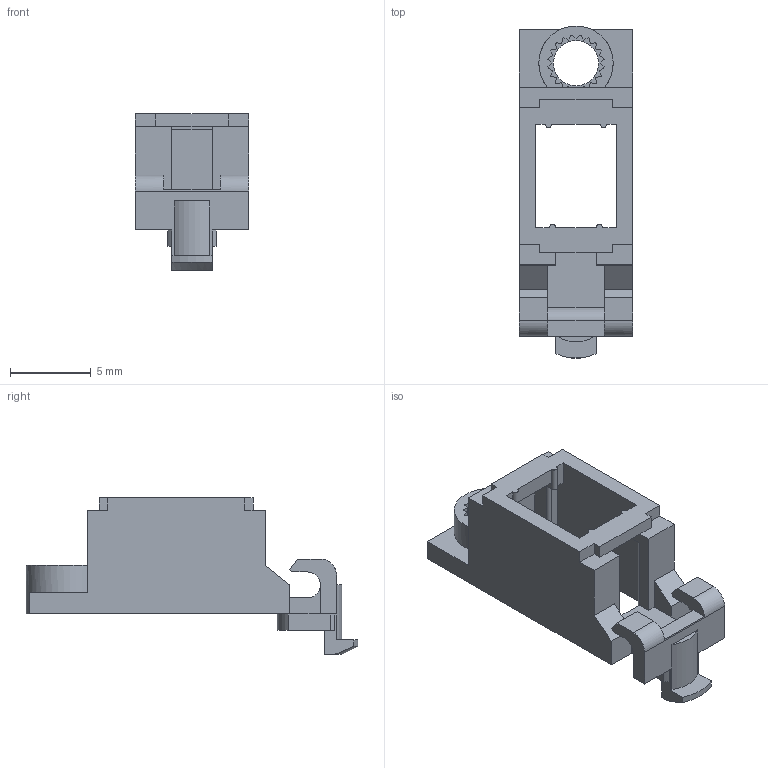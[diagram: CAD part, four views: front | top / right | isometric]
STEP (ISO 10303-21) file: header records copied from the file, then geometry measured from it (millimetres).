
FILE_DESCRIPTION(('FreeCAD Model'),'2;1');
FILE_NAME('Open CASCADE Shape Model','2023-06-14T17:20:10',(''),(''), 'Open CASCADE STEP processor 7.6','FreeCAD','Unknown');
FILE_SCHEMA(('AUTOMOTIVE_DESIGN { 1 0 10303 214 1 1 1 1 }'));
Length unit declared in the file: millimetre
Products named in the file (1): body
Bounding box: 7 x 20.52 x 9.7 mm (x, y, z)
Volume: 313.1 mm3; surface area: 815.5 mm2
Topology: 1 solids, 1 shells, 239 faces, 680 edges, 445 vertices
Faces by surface type: plane 175, cylinder 63, bspline 1
Full cylindrical faces by diameter (mm): 0.8 x1, 1 x2, 1.8 x1, 2.8 x1
Entity records: 7759 total; most frequent: CARTESIAN_POINT 1390, ORIENTED_EDGE 1360, DIRECTION 1287, EDGE_CURVE 680, LINE 547, VECTOR 547, VERTEX_POINT 445, AXIS2_PLACEMENT_3D 370
